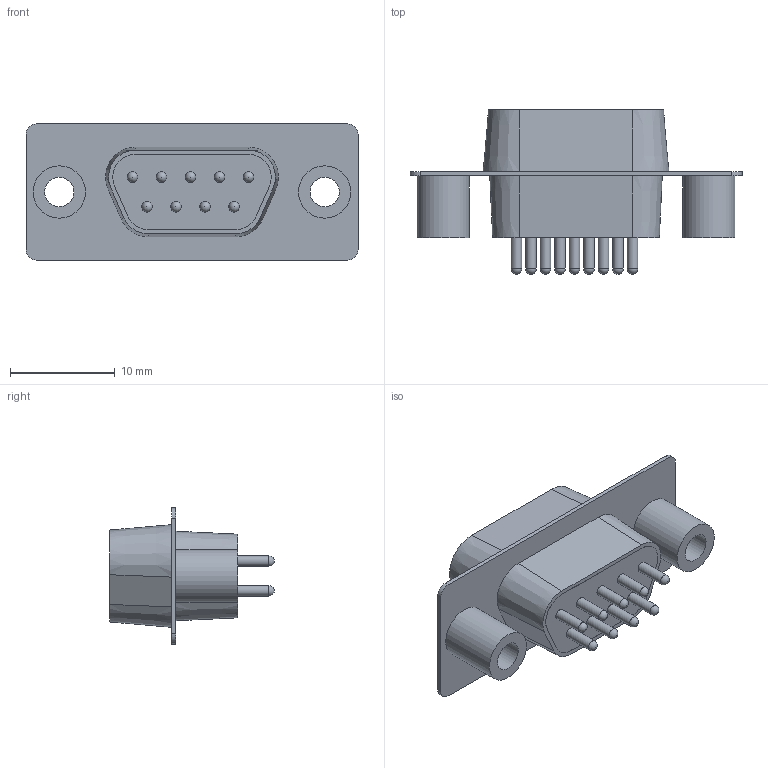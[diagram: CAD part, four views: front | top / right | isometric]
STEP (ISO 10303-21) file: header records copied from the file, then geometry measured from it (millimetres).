
FILE_DESCRIPTION(('STEP AP214'), '1');
FILE_NAME('DB9_M', '2016-02-06T10:30:13', ('Anton S.'), (''), 'ASCON STEP Converter 1.3', 'ASCON Math Kernel', '');
FILE_SCHEMA(('AUTOMOTIVE_DESIGN { 1 0 10303 214 3 1 1}'));
Length unit declared in the file: millimetre
Products named in the file (1): DB9_M
Bounding box: 31.69 x 15.69 x 13 mm (x, y, z)
Volume: 1233.9 mm3; surface area: 2080 mm2
Topology: 1 solids, 1 shells, 88 faces, 258 edges, 178 vertices
Faces by surface type: cylinder 30, plane 28, sphere 18, cone 12
Full cylindrical faces by diameter (mm): 1 x18, 2.8 x2, 5 x2
Entity records: 3256 total; most frequent: DIRECTION 462, CARTESIAN_POINT 413, ORIENTED_EDGE 364, AXIS2_PLACEMENT_3D 191, EDGE_CURVE 182, VERTEX_POINT 142, EDGE_LOOP 138, FACE_BOUND 112
